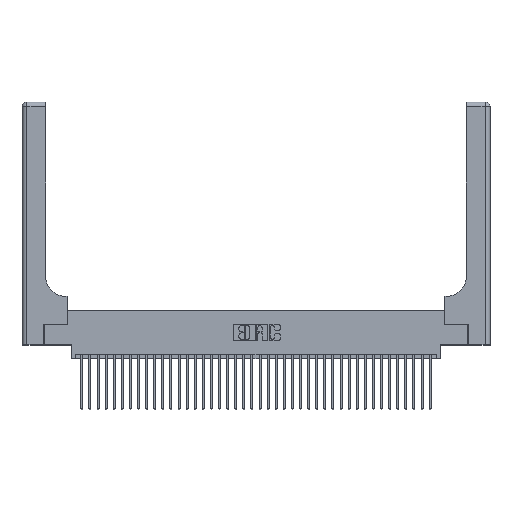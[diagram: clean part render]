
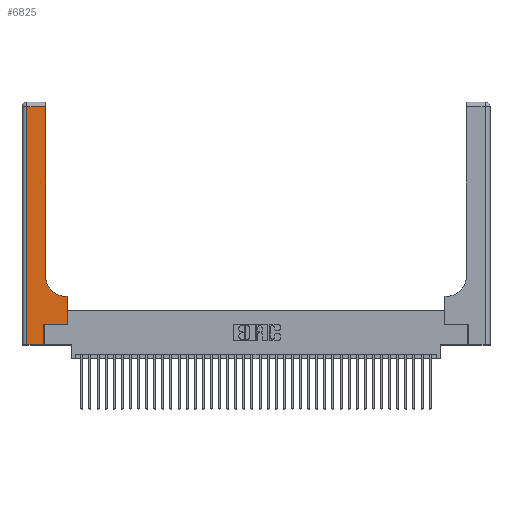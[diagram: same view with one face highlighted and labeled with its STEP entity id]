
A CAD part, top view. The second image highlights one B-rep face of the part: STEP entity #6825.
In plain terms, the highlighted planar face has unit normal (0, 0, 1).
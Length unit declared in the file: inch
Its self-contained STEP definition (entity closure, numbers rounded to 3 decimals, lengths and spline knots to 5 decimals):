
#323 = LINE ( 'NONE', #5715, #30980 ) ;
#402 = CARTESIAN_POINT ( 'NONE',  ( 0.5585, 0.25, 0.37 ) ) ;
#577 = CARTESIAN_POINT ( 'NONE',  ( 0., 3., 0.37 ) ) ;
#805 = VECTOR ( 'NONE', #31300, 39.37008 ) ;
#2509 = CIRCLE ( 'NONE', #14513, 0.25 ) ;
#2523 = LINE ( 'NONE', #19057, #17935 ) ;
#3393 = ORIENTED_EDGE ( 'NONE', *, *, #19557, .T. ) ;
#4882 = AXIS2_PLACEMENT_3D ( 'NONE', #577, #25150, #6861 ) ;
#5715 = CARTESIAN_POINT ( 'NONE',  ( 0.269, 0., 0.37 ) ) ;
#6031 = LINE ( 'NONE', #23806, #14150 ) ;
#6614 = CARTESIAN_POINT ( 'NONE',  ( 0., 2.94, 0.37 ) ) ;
#6825 = ADVANCED_FACE ( 'NONE', ( #28905 ), #19038, .F. ) ;
#6861 = DIRECTION ( 'NONE',  ( -1., 0., 0. ) ) ;
#8983 = CARTESIAN_POINT ( 'NONE',  ( 0.269, 0.25, 0.37 ) ) ;
#10929 = CARTESIAN_POINT ( 'NONE',  ( 0.06, 2.94, 0.37 ) ) ;
#11221 = CARTESIAN_POINT ( 'NONE',  ( 0.5585, 0.6, 0.37 ) ) ;
#11721 = ORIENTED_EDGE ( 'NONE', *, *, #21336, .T. ) ;
#12150 = EDGE_LOOP ( 'NONE', ( #31727, #3393, #39233, #23775, #33925, #33465, #11721, #18562, #37998 ) ) ;
#12662 = LINE ( 'NONE', #6614, #36941 ) ;
#13179 = DIRECTION ( 'NONE',  ( 1., 0., 0. ) ) ;
#14137 = DIRECTION ( 'NONE',  ( 0., 0., -1. ) ) ;
#14150 = VECTOR ( 'NONE', #26826, 39.37008 ) ;
#14513 = AXIS2_PLACEMENT_3D ( 'NONE', #32345, #14137, #35410 ) ;
#16024 = EDGE_CURVE ( 'NONE', #21713, #29787, #323, .T. ) ;
#16387 = DIRECTION ( 'NONE',  ( 0., 1., 0. ) ) ;
#17567 = EDGE_CURVE ( 'NONE', #19145, #35624, #20481, .T. ) ;
#17881 = CARTESIAN_POINT ( 'NONE',  ( 0.269, 0., 0.37 ) ) ;
#17935 = VECTOR ( 'NONE', #22110, 39.37008 ) ;
#18562 = ORIENTED_EDGE ( 'NONE', *, *, #31935, .T. ) ;
#19025 = CARTESIAN_POINT ( 'NONE',  ( 0.2915, 2.94, 0.37 ) ) ;
#19038 = PLANE ( 'NONE',  #4882 ) ;
#19057 = CARTESIAN_POINT ( 'NONE',  ( 0.269, 0.25, 0.37 ) ) ;
#19145 = VERTEX_POINT ( 'NONE', #10929 ) ;
#19547 = VECTOR ( 'NONE', #24387, 39.37008 ) ;
#19557 = EDGE_CURVE ( 'NONE', #35073, #19145, #12662, .T. ) ;
#19617 = EDGE_CURVE ( 'NONE', #29787, #30444, #2523, .T. ) ;
#20481 = LINE ( 'NONE', #21304, #19547 ) ;
#21304 = CARTESIAN_POINT ( 'NONE',  ( 0.06, 3., 0.37 ) ) ;
#21336 = EDGE_CURVE ( 'NONE', #30444, #38352, #25299, .T. ) ;
#21713 = VERTEX_POINT ( 'NONE', #17881 ) ;
#22055 = VECTOR ( 'NONE', #16387, 39.37008 ) ;
#22110 = DIRECTION ( 'NONE',  ( 1., 0., 0. ) ) ;
#22168 = CARTESIAN_POINT ( 'NONE',  ( 0.5585, 0.25, 0.37 ) ) ;
#23775 = ORIENTED_EDGE ( 'NONE', *, *, #24022, .T. ) ;
#23806 = CARTESIAN_POINT ( 'NONE',  ( 0.2915, 0.6, 0.37 ) ) ;
#24022 = EDGE_CURVE ( 'NONE', #35624, #21713, #35484, .T. ) ;
#24387 = DIRECTION ( 'NONE',  ( 0., -1., 0. ) ) ;
#25150 = DIRECTION ( 'NONE',  ( 0., 0., -1. ) ) ;
#25299 = LINE ( 'NONE', #22168, #805 ) ;
#26315 = EDGE_CURVE ( 'NONE', #31168, #28637, #2509, .T. ) ;
#26826 = DIRECTION ( 'NONE',  ( -1., 0., 0. ) ) ;
#27039 = DIRECTION ( 'NONE',  ( 0., 1., 0. ) ) ;
#27937 = DIRECTION ( 'NONE',  ( -1., 0., 0. ) ) ;
#28348 = CARTESIAN_POINT ( 'NONE',  ( 0.5415, 0.6, 0.37 ) ) ;
#28358 = CARTESIAN_POINT ( 'NONE',  ( 0., 0., 0.37 ) ) ;
#28482 = CARTESIAN_POINT ( 'NONE',  ( 0.2915, 3., 0.37 ) ) ;
#28637 = VERTEX_POINT ( 'NONE', #36767 ) ;
#28905 = FACE_OUTER_BOUND ( 'NONE', #12150, .T. ) ;
#29787 = VERTEX_POINT ( 'NONE', #8983 ) ;
#30103 = LINE ( 'NONE', #28482, #22055 ) ;
#30444 = VERTEX_POINT ( 'NONE', #402 ) ;
#30980 = VECTOR ( 'NONE', #27039, 39.37008 ) ;
#31168 = VERTEX_POINT ( 'NONE', #28348 ) ;
#31300 = DIRECTION ( 'NONE',  ( 0., 1., 0. ) ) ;
#31727 = ORIENTED_EDGE ( 'NONE', *, *, #34446, .T. ) ;
#31935 = EDGE_CURVE ( 'NONE', #38352, #31168, #6031, .T. ) ;
#32345 = CARTESIAN_POINT ( 'NONE',  ( 0.5415, 0.85, 0.37 ) ) ;
#33465 = ORIENTED_EDGE ( 'NONE', *, *, #19617, .T. ) ;
#33548 = CARTESIAN_POINT ( 'NONE',  ( 0.06, 0., 0.37 ) ) ;
#33925 = ORIENTED_EDGE ( 'NONE', *, *, #16024, .T. ) ;
#34446 = EDGE_CURVE ( 'NONE', #28637, #35073, #30103, .T. ) ;
#34535 = VECTOR ( 'NONE', #13179, 39.37008 ) ;
#35073 = VERTEX_POINT ( 'NONE', #19025 ) ;
#35410 = DIRECTION ( 'NONE',  ( 1., 0., 0. ) ) ;
#35484 = LINE ( 'NONE', #28358, #34535 ) ;
#35624 = VERTEX_POINT ( 'NONE', #33548 ) ;
#36767 = CARTESIAN_POINT ( 'NONE',  ( 0.2915, 0.85, 0.37 ) ) ;
#36941 = VECTOR ( 'NONE', #27937, 39.37008 ) ;
#37998 = ORIENTED_EDGE ( 'NONE', *, *, #26315, .T. ) ;
#38352 = VERTEX_POINT ( 'NONE', #11221 ) ;
#39233 = ORIENTED_EDGE ( 'NONE', *, *, #17567, .T. ) ;
